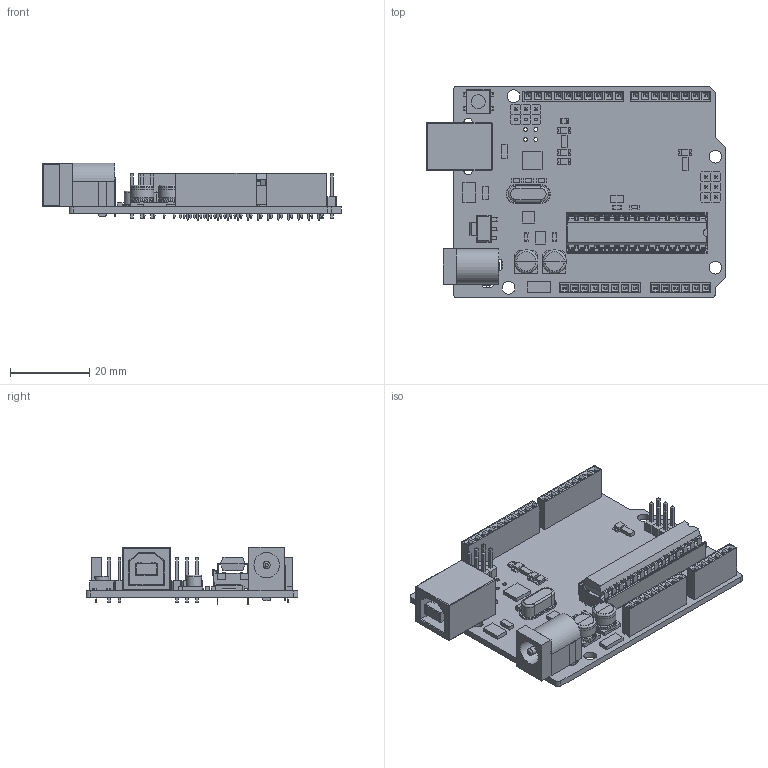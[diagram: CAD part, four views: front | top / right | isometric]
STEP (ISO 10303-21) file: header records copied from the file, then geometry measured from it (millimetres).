
FILE_DESCRIPTION(('FreeCAD Model'),'2;1');
FILE_NAME('Open CASCADE Shape Model','2022-07-30T21:03:37',('Author'),( ''),'Open CASCADE STEP processor 7.5','FreeCAD','Unknown');
FILE_SCHEMA(('AUTOMOTIVE_DESIGN { 1 0 10303 214 1 1 1 1 }'));
Length unit declared in the file: millimetre
Products named in the file (60): UNO-TH_Rev3e; Board_Geoms_a3ee; Local_CS_a3ee; Pcb_a3ee; PCB_Sketch_a3ee; Step_Virtual_Models_a3ee; TopV_a3ee; U1_AMS1117_1ae1255463c3; Body; Pins; C11_Cap_SMD_0603_eef68f7fe91c; Body001; Body002; X1_Barrel_jack_8cc6500cd5d5; Body003; Body004; C4_Resistor_805_779dee7aa916; Body005; Pins001; BlackBody; TX0_LED_1206_7e8bbc10bf43; Pads; Bulbe; F1_Resistor_1206_24c1ba6f4636; Body006; Pins002; BlackBody001; POWER0_PinSocket_P2.54mm_1x08_8a34eea55e43; Body007; Body008; ICSP0_PinHeader_P2.54mm_2x03_5a4fbca09d81; Pin001; Body009; RESET0_PushButton SMD_6x6mm_c6dfd9420884; Body010; Top; Button; Pins003; PC1_SMD_Electrolytic_Capacitor_D5.00mm_35562aacbe47; Body011 ...
Assembly tree (71 placements, depth 5):
  UNO-TH_Rev3e
    Board_Geoms_a3ee
      Local_CS_a3ee
      Pcb_a3ee
      PCB_Sketch_a3ee
    Step_Virtual_Models_a3ee
      TopV_a3ee
        U1_AMS1117_1ae1255463c3
          Body
          Pins
        C11_Cap_SMD_0603_eef68f7fe91c  x7
          Body001
          Body002
        X1_Barrel_jack_8cc6500cd5d5
          Body003
          Body004
        C4_Resistor_805_779dee7aa916
          Body005
          Pins001
          BlackBody
        TX0_LED_1206_7e8bbc10bf43  x4
          Pads
          Bulbe
        F1_Resistor_1206_24c1ba6f4636
          Body006
          Pins002
          BlackBody001
        POWER0_PinSocket_P2.54mm_1x08_8a34eea55e43  x2
          Body007
          Body008
        ICSP0_PinHeader_P2.54mm_2x03_5a4fbca09d81  x2
          Pin001
          Body009
        RESET0_PushButton SMD_6x6mm_c6dfd9420884
          Body010
          Top
          Button
          Pins003
        PC1_SMD_Electrolytic_Capacitor_D5.00mm_35562aacbe47  x2
          Body011
          Cylinder
        Y1_Crystal_Oscillator_THT_7b2d3d8ca783
          Body012
        AD0_PinSocket_P2.54mm_1x06_f06eb9e6d9ca
          Body013
          Body014
        IOH0_PinSocket_P2.54mm_1x10_ddb58f5fef3c
          Body015
          Body016
        X2_USB_B_1ac60f26d775
          Body017
          Body018
          Pins004
        ZU4_Packag_DIP_SOCK_5034b38b580d
          Body019
          Pins005
        ZU4_Packag_DIP_5034b38b580d[2]
          Body020
          Pins006
    Body021
Bounding box: 75.27 x 53.34 x 14.5 mm (x, y, z)
Volume: 12828.3 mm3; surface area: 20314.6 mm2
Topology: 194 solids, 194 shells, 3017 faces, 7150 edges, 4510 vertices
Faces by surface type: plane 2552, cylinder 396, sphere 50, torus 14, bspline 4, revolution 1
Full cylindrical faces by diameter (mm): 0.85 x62, 0.95 x20, 1.8 x1, 2.2 x2, 3.2 x4, 3.5 x1, 5.9 x4, 6.4 x1
Entity records: 73949 total; most frequent: CARTESIAN_POINT 12628, ORIENTED_EDGE 11950, DIRECTION 11851, EDGE_CURVE 5975, LINE 5238, VECTOR 5238, VERTEX_POINT 3796, AXIS2_PLACEMENT_3D 3306
